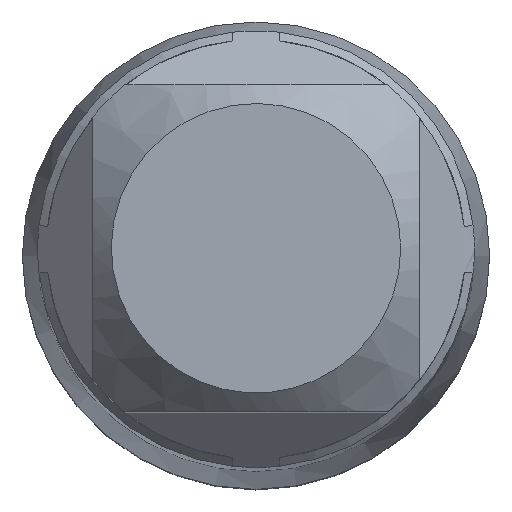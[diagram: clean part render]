
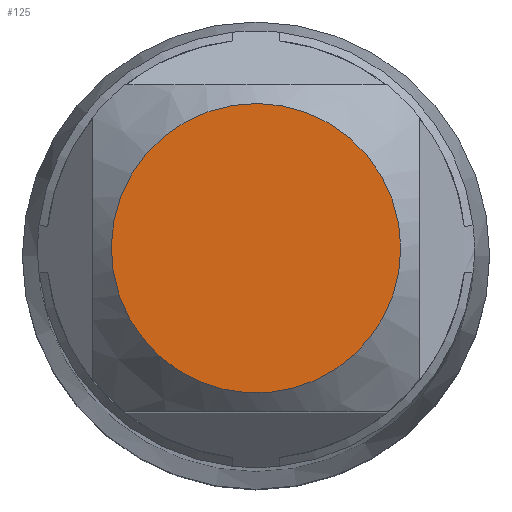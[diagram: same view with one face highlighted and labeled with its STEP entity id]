
A CAD part, top view. The second image highlights one B-rep face of the part: STEP entity #125.
In plain terms, the highlighted planar face has unit normal (0, 0, 1).
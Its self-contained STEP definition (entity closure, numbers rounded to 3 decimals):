
#66=PLANE('',#549);
#78=FACE_OUTER_BOUND('',#194,.T.);
#125=ADVANCED_FACE('',(#78),#66,.F.);
#194=EDGE_LOOP('',(#243));
#243=ORIENTED_EDGE('',*,*,#402,.T.);
#358=VERTEX_POINT('',#813);
#402=EDGE_CURVE('',#358,#358,#458,.T.);
#458=CIRCLE('',#548,2.678);
#548=AXIS2_PLACEMENT_3D('',#812,#643,#644);
#549=AXIS2_PLACEMENT_3D('',#814,#645,#646);
#643=DIRECTION('',(0.,0.,1.));
#644=DIRECTION('',(1.,0.,0.));
#645=DIRECTION('',(0.,0.,-1.));
#646=DIRECTION('',(-1.,0.,0.));
#812=CARTESIAN_POINT('',(0.,0.,0.));
#813=CARTESIAN_POINT('',(2.678,0.,0.));
#814=CARTESIAN_POINT('',(4.24,0.,0.));
